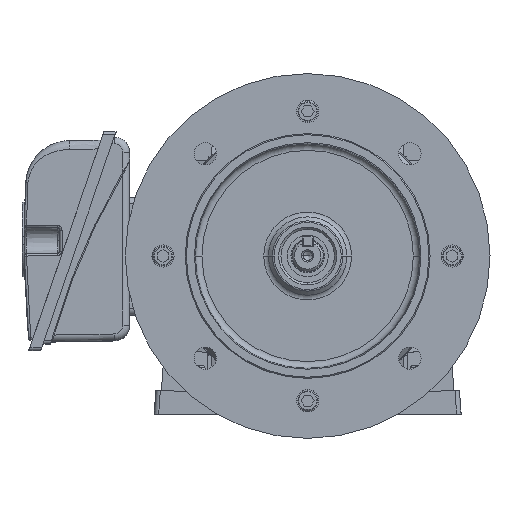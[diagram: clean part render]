
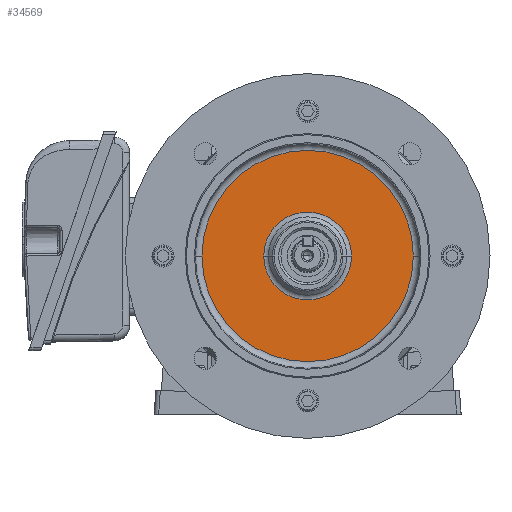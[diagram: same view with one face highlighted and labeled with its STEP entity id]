
A CAD part, top view. The second image highlights one B-rep face of the part: STEP entity #34569.
In plain terms, the highlighted face is planar.
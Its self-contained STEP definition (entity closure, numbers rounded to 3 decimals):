
#822 = FACE_OUTER_BOUND ( 'NONE', #27865, .T. ) ;
#1603 = EDGE_CURVE ( 'NONE', #20876, #59366, #49610, .T. ) ;
#4407 = CARTESIAN_POINT ( 'NONE',  ( 8.5, 0., 0. ) ) ;
#5407 = CARTESIAN_POINT ( 'NONE',  ( 8.5, 0., -47.507 ) ) ;
#6456 = DIRECTION ( 'NONE',  ( 1., 0., 0. ) ) ;
#7394 = AXIS2_PLACEMENT_3D ( 'NONE', #28447, #59756, #38186 ) ;
#7537 = EDGE_LOOP ( 'NONE', ( #31636, #27488 ) ) ;
#9062 = DIRECTION ( 'NONE',  ( -1., 0., 0. ) ) ;
#11588 = PLANE ( 'NONE',  #60782 ) ;
#12263 = CARTESIAN_POINT ( 'NONE',  ( 8.5, 0., 0. ) ) ;
#14527 = AXIS2_PLACEMENT_3D ( 'NONE', #12263, #33121, #33576 ) ;
#15333 = EDGE_CURVE ( 'NONE', #31443, #42868, #65713, .T. ) ;
#18313 = FACE_BOUND ( 'NONE', #7537, .T. ) ;
#20876 = VERTEX_POINT ( 'NONE', #63079 ) ;
#22900 = AXIS2_PLACEMENT_3D ( 'NONE', #31117, #40657, #41116 ) ;
#25681 = ORIENTED_EDGE ( 'NONE', *, *, #31865, .T. ) ;
#25936 = CIRCLE ( 'NONE', #22900, 47.507 ) ;
#27488 = ORIENTED_EDGE ( 'NONE', *, *, #43231, .T. ) ;
#27865 = EDGE_LOOP ( 'NONE', ( #30625, #25681 ) ) ;
#28447 = CARTESIAN_POINT ( 'NONE',  ( 8.5, 0., 0. ) ) ;
#30625 = ORIENTED_EDGE ( 'NONE', *, *, #15333, .T. ) ;
#31117 = CARTESIAN_POINT ( 'NONE',  ( 8.5, 0., 0. ) ) ;
#31443 = VERTEX_POINT ( 'NONE', #5407 ) ;
#31636 = ORIENTED_EDGE ( 'NONE', *, *, #1603, .T. ) ;
#31865 = EDGE_CURVE ( 'NONE', #42868, #31443, #25936, .T. ) ;
#33121 = DIRECTION ( 'NONE',  ( 1., 0., 0. ) ) ;
#33576 = DIRECTION ( 'NONE',  ( 0., 0., -1. ) ) ;
#34569 = ADVANCED_FACE ( 'NONE', ( #18313, #822 ), #11588, .F. ) ;
#38186 = DIRECTION ( 'NONE',  ( 0., 0., -1. ) ) ;
#38955 = DIRECTION ( 'NONE',  ( 0., 0., -1. ) ) ;
#40657 = DIRECTION ( 'NONE',  ( -1., 0., 0. ) ) ;
#41116 = DIRECTION ( 'NONE',  ( 0., 0., -1. ) ) ;
#42868 = VERTEX_POINT ( 'NONE', #44253 ) ;
#43231 = EDGE_CURVE ( 'NONE', #59366, #20876, #60015, .T. ) ;
#44253 = CARTESIAN_POINT ( 'NONE',  ( 8.5, 0., 47.507 ) ) ;
#46648 = DIRECTION ( 'NONE',  ( 0., 0., -1. ) ) ;
#49610 = CIRCLE ( 'NONE', #14527, 19.743 ) ;
#56430 = CARTESIAN_POINT ( 'NONE',  ( 8.5, 0., 19.743 ) ) ;
#59366 = VERTEX_POINT ( 'NONE', #56430 ) ;
#59373 = CARTESIAN_POINT ( 'NONE',  ( 8.5, 50.256, 0. ) ) ;
#59756 = DIRECTION ( 'NONE',  ( 1., 0., 0. ) ) ;
#60015 = CIRCLE ( 'NONE', #7394, 19.743 ) ;
#60782 = AXIS2_PLACEMENT_3D ( 'NONE', #59373, #6456, #38955 ) ;
#63079 = CARTESIAN_POINT ( 'NONE',  ( 8.5, 0., -19.743 ) ) ;
#65713 = CIRCLE ( 'NONE', #66793, 47.507 ) ;
#66793 = AXIS2_PLACEMENT_3D ( 'NONE', #4407, #9062, #46648 ) ;
